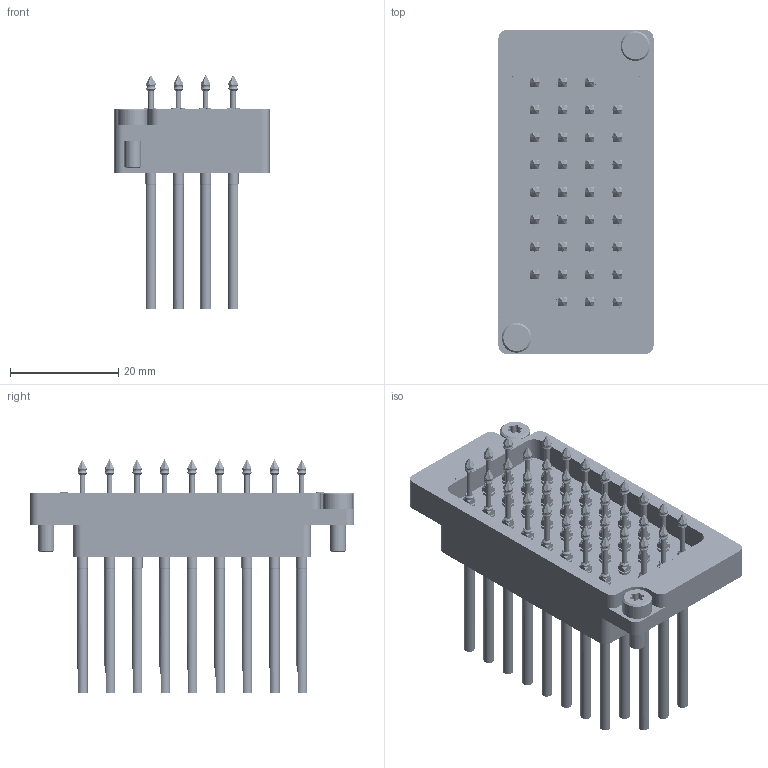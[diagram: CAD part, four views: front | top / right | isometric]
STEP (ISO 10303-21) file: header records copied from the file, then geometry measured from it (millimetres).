
FILE_DESCRIPTION (( 'STEP AP214' ), '1' );
FILE_NAME ('INGUN_31011.STEP', '2023-01-13T10:21:05', ( '' ), ( '' ), 'SwSTEP 2.0', 'SolidWorks 2021', '' );
FILE_SCHEMA (( 'AUTOMOTIVE_DESIGN' ));
Length unit declared in the file: millimetre
Products named in the file (7): DIN912~n_M03,0x008; INFO_4640~0_SBP-T_Kontaktierung-Seite<S>; KS-112-Master__ADA~ks_KS-112 30 M-R; 31012~2; 31012~2_S; INGUN_31011; HSS-118-0032__ADA~hss_S
Assembly tree (73 placements, depth 3):
  INGUN_31011
    31012~2_S
      31012~2
      INFO_4640~0_SBP-T_Kontaktierung-Seite<S>
    KS-112-Master__ADA~ks_KS-112 30 M-R  x34
    HSS-118-0032__ADA~hss_S  x34
    DIN912~n_M03,0x008  x2
Bounding box: 28.7 x 60 x 43.3 mm (x, y, z)
Volume: 17924.7 mm3; surface area: 21452 mm2
Topology: 151 solids, 151 shells, 9135 faces, 21580 edges, 12854 vertices
Faces by surface type: plane 6511, cylinder 1900, cone 484, torus 170, bspline 70
Entity records: 21894 total; most frequent: CARTESIAN_POINT 7500, DIRECTION 2843, ORIENTED_EDGE 2824, EDGE_CURVE 1412, AXIS2_PLACEMENT_3D 1028, VERTEX_POINT 895, LINE 787, VECTOR 787
